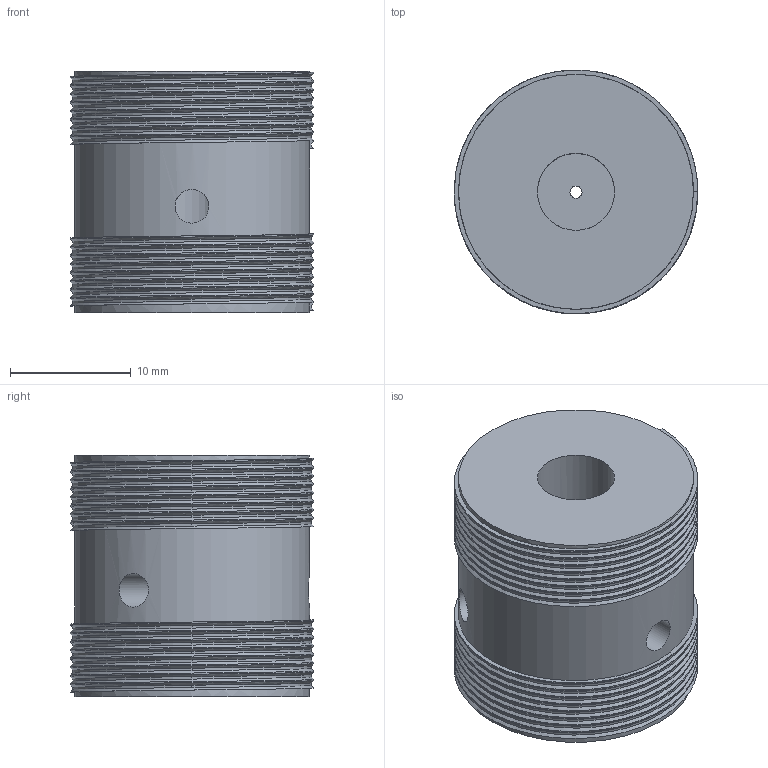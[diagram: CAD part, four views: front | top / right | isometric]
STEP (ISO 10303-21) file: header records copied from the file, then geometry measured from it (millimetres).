
FILE_DESCRIPTION(/* description */ (''),/* implementation_level */ '2;1');
FILE_NAME(/* name */ '00_RMS_Laser_alignmenttool.ipt.step',/* time_stamp */ '2022-11-29T07:49:28+01:00',/* author */ ('diederichbenedict'),/* organization */ (''),/* preprocessor_version */ 'ST-DEVELOPER v18.1',/* originating_system */ 'Autodesk Inventor 2022',/* authorisation */ '');
FILE_SCHEMA (('AUTOMOTIVE_DESIGN { 1 0 10303 214 3 1 1 }'));
Length unit declared in the file: millimetre
Products named in the file (1): 00_RMS_Laser_alignmenttool
Bounding box: 20.2 x 20.2 x 20 mm (x, y, z)
Volume: 5433.3 mm3; surface area: 2665.1 mm2
Topology: 1 solids, 1 shells, 63 faces, 166 edges, 108 vertices
Faces by surface type: cylinder 46, plane 9, bspline 8
Full cylindrical faces by diameter (mm): 1 x2, 2.8 x3, 6.4 x2, 19.5 x3, 19.791 x14, 20.2 x14
Entity records: 5469 total; most frequent: CARTESIAN_POINT 4040, ORIENTED_EDGE 332, DIRECTION 202, EDGE_CURVE 166, VERTEX_POINT 108, B_SPLINE_CURVE_WITH_KNOTS 86, EDGE_LOOP 74, LINE 70
